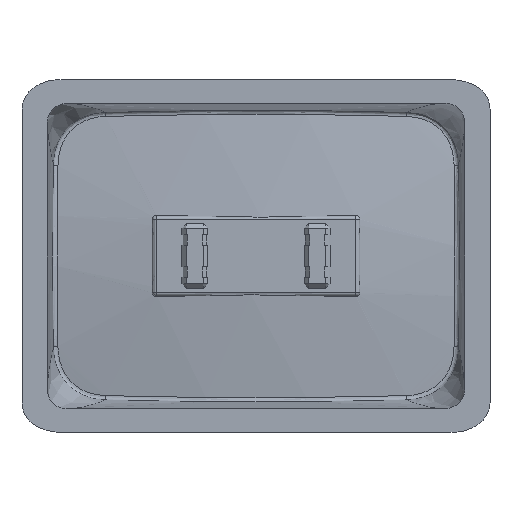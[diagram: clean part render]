
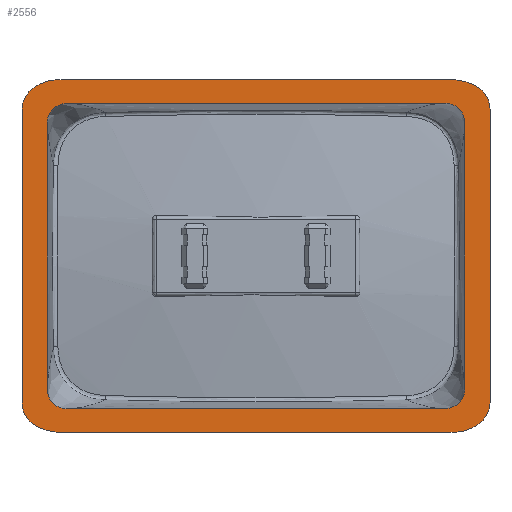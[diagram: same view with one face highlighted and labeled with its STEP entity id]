
A CAD part, front view. The second image highlights one B-rep face of the part: STEP entity #2556.
In plain terms, the highlighted planar face has unit normal (0, -1, 0).
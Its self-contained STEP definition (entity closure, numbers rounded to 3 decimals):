
#46=FACE_BOUND('',#470,.T.);
#154=B_SPLINE_CURVE_WITH_KNOTS('',3,(#4948,#4949,#4950,#4951,#4952,#4953,
#4954),.UNSPECIFIED.,.F.,.F.,(4,3,4),(0.,0.114,0.16),
 .UNSPECIFIED.);
#161=B_SPLINE_CURVE_WITH_KNOTS('',3,(#5055,#5056,#5057,#5058,#5059,#5060,
#5061),.UNSPECIFIED.,.F.,.F.,(4,3,4),(0.,0.113,0.16),
 .UNSPECIFIED.);
#164=B_SPLINE_CURVE_WITH_KNOTS('',3,(#5120,#5121,#5122,#5123),
 .UNSPECIFIED.,.F.,.F.,(4,4),(-0.274,0.274),
 .UNSPECIFIED.);
#173=B_SPLINE_CURVE_WITH_KNOTS('',3,(#5219,#5220,#5221,#5222,#5223,#5224,
#5225),.UNSPECIFIED.,.F.,.F.,(4,3,4),(0.,0.155,0.239),
 .UNSPECIFIED.);
#178=B_SPLINE_CURVE_WITH_KNOTS('',3,(#5295,#5296,#5297,#5298,#5299,#5300,
#5301),.UNSPECIFIED.,.F.,.F.,(4,3,4),(0.,0.17,0.239),
 .UNSPECIFIED.);
#181=B_SPLINE_CURVE_WITH_KNOTS('',3,(#5315,#5316,#5317,#5318,#5319,#5320,
#5321),.UNSPECIFIED.,.F.,.F.,(4,3,4),(0.,0.155,0.239),
 .UNSPECIFIED.);
#182=B_SPLINE_CURVE_WITH_KNOTS('',3,(#5324,#5325,#5326,#5327,#5328,#5329,
#5330),.UNSPECIFIED.,.F.,.F.,(4,3,4),(0.,0.17,0.239),
 .UNSPECIFIED.);
#183=B_SPLINE_CURVE_WITH_KNOTS('',3,(#5332,#5333,#5334,#5335,#5336,#5337,
#5338),.UNSPECIFIED.,.F.,.F.,(4,3,4),(0.,0.114,0.16),
 .UNSPECIFIED.);
#184=B_SPLINE_CURVE_WITH_KNOTS('',3,(#5342,#5343,#5344,#5345,#5346,#5347,
#5348),.UNSPECIFIED.,.F.,.F.,(4,3,4),(0.,0.113,0.16),
 .UNSPECIFIED.);
#185=B_SPLINE_CURVE_WITH_KNOTS('',3,(#5349,#5350,#5351,#5352),
 .UNSPECIFIED.,.F.,.F.,(4,4),(-0.274,0.274),
 .UNSPECIFIED.);
#328=FACE_OUTER_BOUND('',#469,.T.);
#469=EDGE_LOOP('',(#2261,#2262,#2263,#2264,#2265,#2266,#2267,#2268));
#470=EDGE_LOOP('',(#2269,#2270,#2271,#2272,#2273,#2274,#2275,#2276));
#715=LINE('',#4985,#957);
#716=LINE('',#5147,#958);
#717=LINE('',#5242,#959);
#718=LINE('',#5313,#960);
#719=LINE('',#5323,#961);
#720=LINE('',#5340,#962);
#957=VECTOR('',#3175,9.749);
#958=VECTOR('',#3176,12.186);
#959=VECTOR('',#3177,9.19);
#960=VECTOR('',#3180,12.186);
#961=VECTOR('',#3181,9.19);
#962=VECTOR('',#3182,9.749);
#1172=VERTEX_POINT('',#4942);
#1173=VERTEX_POINT('',#4947);
#1175=VERTEX_POINT('',#4979);
#1178=VERTEX_POINT('',#5050);
#1179=VERTEX_POINT('',#5084);
#1181=VERTEX_POINT('',#5140);
#1183=VERTEX_POINT('',#5146);
#1188=VERTEX_POINT('',#5214);
#1189=VERTEX_POINT('',#5236);
#1192=VERTEX_POINT('',#5290);
#1194=VERTEX_POINT('',#5312);
#1195=VERTEX_POINT('',#5314);
#1196=VERTEX_POINT('',#5322);
#1197=VERTEX_POINT('',#5331);
#1198=VERTEX_POINT('',#5339);
#1199=VERTEX_POINT('',#5341);
#1532=EDGE_CURVE('',#1172,#1173,#154,.T.);
#1537=EDGE_CURVE('',#1172,#1175,#715,.T.);
#1540=EDGE_CURVE('',#1178,#1175,#161,.T.);
#1543=EDGE_CURVE('',#1178,#1179,#164,.T.);
#1546=EDGE_CURVE('',#1181,#1183,#716,.T.);
#1553=EDGE_CURVE('',#1188,#1181,#173,.T.);
#1556=EDGE_CURVE('',#1188,#1189,#717,.T.);
#1559=EDGE_CURVE('',#1192,#1189,#178,.T.);
#1562=EDGE_CURVE('',#1194,#1192,#718,.T.);
#1563=EDGE_CURVE('',#1195,#1194,#181,.T.);
#1564=EDGE_CURVE('',#1195,#1196,#719,.T.);
#1565=EDGE_CURVE('',#1183,#1196,#182,.T.);
#1566=EDGE_CURVE('',#1197,#1179,#183,.T.);
#1567=EDGE_CURVE('',#1197,#1198,#720,.T.);
#1568=EDGE_CURVE('',#1199,#1198,#184,.T.);
#1569=EDGE_CURVE('',#1199,#1173,#185,.T.);
#2261=ORIENTED_EDGE('',*,*,#1562,.F.);
#2262=ORIENTED_EDGE('',*,*,#1563,.F.);
#2263=ORIENTED_EDGE('',*,*,#1564,.T.);
#2264=ORIENTED_EDGE('',*,*,#1565,.F.);
#2265=ORIENTED_EDGE('',*,*,#1546,.F.);
#2266=ORIENTED_EDGE('',*,*,#1553,.F.);
#2267=ORIENTED_EDGE('',*,*,#1556,.T.);
#2268=ORIENTED_EDGE('',*,*,#1559,.F.);
#2269=ORIENTED_EDGE('',*,*,#1537,.T.);
#2270=ORIENTED_EDGE('',*,*,#1540,.F.);
#2271=ORIENTED_EDGE('',*,*,#1543,.T.);
#2272=ORIENTED_EDGE('',*,*,#1566,.F.);
#2273=ORIENTED_EDGE('',*,*,#1567,.T.);
#2274=ORIENTED_EDGE('',*,*,#1568,.F.);
#2275=ORIENTED_EDGE('',*,*,#1569,.T.);
#2276=ORIENTED_EDGE('',*,*,#1532,.F.);
#2426=PLANE('',#2698);
#2556=ADVANCED_FACE('',(#328,#46),#2426,.T.);
#2698=AXIS2_PLACEMENT_3D('',#5311,#3178,#3179);
#3175=DIRECTION('',(-1.,0.,0.));
#3176=DIRECTION('',(1.,0.,0.));
#3177=DIRECTION('',(0.,0.,-1.));
#3178=DIRECTION('center_axis',(0.,-1.,0.));
#3179=DIRECTION('ref_axis',(0.,0.,-1.));
#3180=DIRECTION('',(-1.,0.,0.));
#3181=DIRECTION('',(0.,0.,1.));
#3182=DIRECTION('',(1.,0.,0.));
#4942=CARTESIAN_POINT('',(-14.247,3.5,-7.122));
#4947=CARTESIAN_POINT('',(-13.272,3.5,-6.203));
#4948=CARTESIAN_POINT('Ctrl Pts',(-14.247,3.5,-7.122));
#4949=CARTESIAN_POINT('Ctrl Pts',(-13.875,3.5,-7.122));
#4950=CARTESIAN_POINT('Ctrl Pts',(-13.505,3.5,-6.932));
#4951=CARTESIAN_POINT('Ctrl Pts',(-13.357,3.5,-6.612));
#4952=CARTESIAN_POINT('Ctrl Pts',(-13.298,3.5,-6.484));
#4953=CARTESIAN_POINT('Ctrl Pts',(-13.272,3.5,-6.343));
#4954=CARTESIAN_POINT('Ctrl Pts',(-13.272,3.5,-6.203));
#4979=CARTESIAN_POINT('',(-31.753,3.5,-7.122));
#4985=CARTESIAN_POINT('',(-23.,3.5,-7.122));
#5050=CARTESIAN_POINT('',(-32.728,3.5,-6.203));
#5055=CARTESIAN_POINT('Ctrl Pts',(-32.728,3.5,-6.203));
#5056=CARTESIAN_POINT('Ctrl Pts',(-32.728,3.5,-6.548));
#5057=CARTESIAN_POINT('Ctrl Pts',(-32.534,3.5,-6.892));
#5058=CARTESIAN_POINT('Ctrl Pts',(-32.203,3.5,-7.035));
#5059=CARTESIAN_POINT('Ctrl Pts',(-32.063,3.5,-7.095));
#5060=CARTESIAN_POINT('Ctrl Pts',(-31.908,3.5,-7.122));
#5061=CARTESIAN_POINT('Ctrl Pts',(-31.753,3.5,-7.122));
#5084=CARTESIAN_POINT('',(-32.728,3.5,6.203));
#5120=CARTESIAN_POINT('Ctrl Pts',(-32.728,3.5,-6.203));
#5121=CARTESIAN_POINT('Ctrl Pts',(-32.728,3.5,-2.068));
#5122=CARTESIAN_POINT('Ctrl Pts',(-32.728,3.5,2.068));
#5123=CARTESIAN_POINT('Ctrl Pts',(-32.728,3.5,6.203));
#5140=CARTESIAN_POINT('',(-32.079,3.5,8.225));
#5146=CARTESIAN_POINT('',(-13.921,3.5,8.225));
#5147=CARTESIAN_POINT('',(-23.,3.5,8.225));
#5214=CARTESIAN_POINT('',(-33.907,3.5,6.847));
#5219=CARTESIAN_POINT('Ctrl Pts',(-33.907,3.5,6.847));
#5220=CARTESIAN_POINT('Ctrl Pts',(-33.907,3.5,7.322));
#5221=CARTESIAN_POINT('Ctrl Pts',(-33.584,3.5,7.792));
#5222=CARTESIAN_POINT('Ctrl Pts',(-33.047,3.5,8.032));
#5223=CARTESIAN_POINT('Ctrl Pts',(-32.758,3.5,8.161));
#5224=CARTESIAN_POINT('Ctrl Pts',(-32.417,3.5,8.225));
#5225=CARTESIAN_POINT('Ctrl Pts',(-32.079,3.5,8.225));
#5236=CARTESIAN_POINT('',(-33.907,3.5,-6.847));
#5242=CARTESIAN_POINT('',(-33.907,3.5,0.));
#5290=CARTESIAN_POINT('',(-32.079,3.5,-8.225));
#5295=CARTESIAN_POINT('Ctrl Pts',(-32.079,3.5,-8.225));
#5296=CARTESIAN_POINT('Ctrl Pts',(-32.768,3.5,-8.225));
#5297=CARTESIAN_POINT('Ctrl Pts',(-33.445,3.5,-7.928));
#5298=CARTESIAN_POINT('Ctrl Pts',(-33.733,3.5,-7.458));
#5299=CARTESIAN_POINT('Ctrl Pts',(-33.85,3.5,-7.268));
#5300=CARTESIAN_POINT('Ctrl Pts',(-33.907,3.5,-7.057));
#5301=CARTESIAN_POINT('Ctrl Pts',(-33.907,3.5,-6.847));
#5311=CARTESIAN_POINT('Origin',(-33.907,3.5,0.));
#5312=CARTESIAN_POINT('',(-13.921,3.5,-8.225));
#5313=CARTESIAN_POINT('',(-23.,3.5,-8.225));
#5314=CARTESIAN_POINT('',(-12.093,3.5,-6.847));
#5315=CARTESIAN_POINT('Ctrl Pts',(-12.093,3.5,-6.847));
#5316=CARTESIAN_POINT('Ctrl Pts',(-12.093,3.5,-7.322));
#5317=CARTESIAN_POINT('Ctrl Pts',(-12.416,3.5,-7.792));
#5318=CARTESIAN_POINT('Ctrl Pts',(-12.953,3.5,-8.032));
#5319=CARTESIAN_POINT('Ctrl Pts',(-13.242,3.5,-8.161));
#5320=CARTESIAN_POINT('Ctrl Pts',(-13.583,3.5,-8.225));
#5321=CARTESIAN_POINT('Ctrl Pts',(-13.921,3.5,-8.225));
#5322=CARTESIAN_POINT('',(-12.093,3.5,6.847));
#5323=CARTESIAN_POINT('',(-12.093,3.5,0.));
#5324=CARTESIAN_POINT('Ctrl Pts',(-13.921,3.5,8.225));
#5325=CARTESIAN_POINT('Ctrl Pts',(-13.232,3.5,8.225));
#5326=CARTESIAN_POINT('Ctrl Pts',(-12.555,3.5,7.928));
#5327=CARTESIAN_POINT('Ctrl Pts',(-12.267,3.5,7.458));
#5328=CARTESIAN_POINT('Ctrl Pts',(-12.15,3.5,7.268));
#5329=CARTESIAN_POINT('Ctrl Pts',(-12.093,3.5,7.057));
#5330=CARTESIAN_POINT('Ctrl Pts',(-12.093,3.5,6.847));
#5331=CARTESIAN_POINT('',(-31.753,3.5,7.122));
#5332=CARTESIAN_POINT('Ctrl Pts',(-31.753,3.5,7.122));
#5333=CARTESIAN_POINT('Ctrl Pts',(-32.125,3.5,7.122));
#5334=CARTESIAN_POINT('Ctrl Pts',(-32.495,3.5,6.932));
#5335=CARTESIAN_POINT('Ctrl Pts',(-32.643,3.5,6.612));
#5336=CARTESIAN_POINT('Ctrl Pts',(-32.702,3.5,6.484));
#5337=CARTESIAN_POINT('Ctrl Pts',(-32.728,3.5,6.343));
#5338=CARTESIAN_POINT('Ctrl Pts',(-32.728,3.5,6.203));
#5339=CARTESIAN_POINT('',(-14.247,3.5,7.122));
#5340=CARTESIAN_POINT('',(-23.,3.5,7.122));
#5341=CARTESIAN_POINT('',(-13.272,3.5,6.203));
#5342=CARTESIAN_POINT('Ctrl Pts',(-13.272,3.5,6.203));
#5343=CARTESIAN_POINT('Ctrl Pts',(-13.272,3.5,6.548));
#5344=CARTESIAN_POINT('Ctrl Pts',(-13.466,3.5,6.892));
#5345=CARTESIAN_POINT('Ctrl Pts',(-13.797,3.5,7.035));
#5346=CARTESIAN_POINT('Ctrl Pts',(-13.937,3.5,7.095));
#5347=CARTESIAN_POINT('Ctrl Pts',(-14.092,3.5,7.122));
#5348=CARTESIAN_POINT('Ctrl Pts',(-14.247,3.5,7.122));
#5349=CARTESIAN_POINT('Ctrl Pts',(-13.272,3.5,6.203));
#5350=CARTESIAN_POINT('Ctrl Pts',(-13.272,3.5,2.068));
#5351=CARTESIAN_POINT('Ctrl Pts',(-13.272,3.5,-2.068));
#5352=CARTESIAN_POINT('Ctrl Pts',(-13.272,3.5,-6.203));
